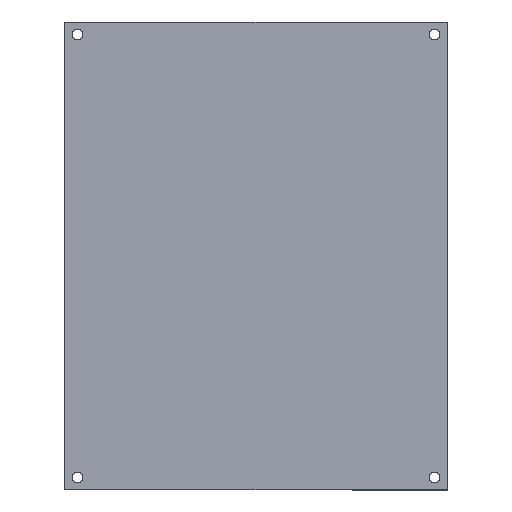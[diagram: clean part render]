
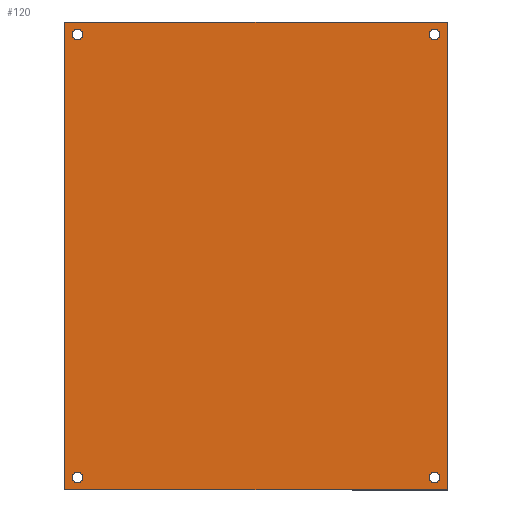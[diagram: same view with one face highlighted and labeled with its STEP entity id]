
A CAD part, top view. The second image highlights one B-rep face of the part: STEP entity #120.
In plain terms, the highlighted planar face has unit normal (0, 0, 1).
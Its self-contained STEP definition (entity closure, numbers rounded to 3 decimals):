
#13 = EDGE_LOOP ( 'NONE', ( #51, #16 ) ) ;
#15 = EDGE_CURVE ( 'NONE', #97, #96, #214, .T. ) ;
#16 = ORIENTED_EDGE ( 'NONE', *, *, #52, .F. ) ;
#22 = ORIENTED_EDGE ( 'NONE', *, *, #23, .T. ) ;
#23 = EDGE_CURVE ( 'NONE', #27, #38, #199, .T. ) ;
#24 = EDGE_LOOP ( 'NONE', ( #32, #30 ) ) ;
#25 = ORIENTED_EDGE ( 'NONE', *, *, #28, .T. ) ;
#26 = EDGE_CURVE ( 'NONE', #33, #29, #195, .T. ) ;
#27 = VERTEX_POINT ( 'NONE', #191 ) ;
#28 = EDGE_CURVE ( 'NONE', #29, #27, #190, .T. ) ;
#29 = VERTEX_POINT ( 'NONE', #186 ) ;
#30 = ORIENTED_EDGE ( 'NONE', *, *, #15, .F. ) ;
#31 = ORIENTED_EDGE ( 'NONE', *, *, #26, .T. ) ;
#32 = ORIENTED_EDGE ( 'NONE', *, *, #95, .F. ) ;
#33 = VERTEX_POINT ( 'NONE', #185 ) ;
#34 = ORIENTED_EDGE ( 'NONE', *, *, #36, .T. ) ;
#35 = EDGE_LOOP ( 'NONE', ( #34, #31, #25, #22 ) ) ;
#36 = EDGE_CURVE ( 'NONE', #38, #33, #184, .T. ) ;
#37 = EDGE_CURVE ( 'NONE', #138, #137, #242, .T. ) ;
#38 = VERTEX_POINT ( 'NONE', #237 ) ;
#51 = ORIENTED_EDGE ( 'NONE', *, *, #146, .F. ) ;
#52 = EDGE_CURVE ( 'NONE', #148, #147, #219, .T. ) ;
#81 = EDGE_CURVE ( 'NONE', #82, #83, #485, .T. ) ;
#82 = VERTEX_POINT ( 'NONE', #492 ) ;
#83 = VERTEX_POINT ( 'NONE', #497 ) ;
#95 = EDGE_CURVE ( 'NONE', #96, #97, #304, .T. ) ;
#96 = VERTEX_POINT ( 'NONE', #294 ) ;
#97 = VERTEX_POINT ( 'NONE', #293 ) ;
#120 = ADVANCED_FACE ( 'NONE', ( #321, #320, #319, #318, #317 ), #316, .T. ) ;
#121 = EDGE_LOOP ( 'NONE', ( #122, #123 ) ) ;
#122 = ORIENTED_EDGE ( 'NONE', *, *, #81, .F. ) ;
#123 = ORIENTED_EDGE ( 'NONE', *, *, #124, .F. ) ;
#124 = EDGE_CURVE ( 'NONE', #83, #82, #374, .T. ) ;
#125 = EDGE_LOOP ( 'NONE', ( #126, #127 ) ) ;
#126 = ORIENTED_EDGE ( 'NONE', *, *, #136, .F. ) ;
#127 = ORIENTED_EDGE ( 'NONE', *, *, #37, .F. ) ;
#136 = EDGE_CURVE ( 'NONE', #137, #138, #359, .T. ) ;
#137 = VERTEX_POINT ( 'NONE', #349 ) ;
#138 = VERTEX_POINT ( 'NONE', #348 ) ;
#146 = EDGE_CURVE ( 'NONE', #147, #148, #381, .T. ) ;
#147 = VERTEX_POINT ( 'NONE', #430 ) ;
#148 = VERTEX_POINT ( 'NONE', #429 ) ;
#184 = LINE ( 'NONE', #245, #244 ) ;
#185 = CARTESIAN_POINT ( 'NONE',  ( -112.5, -137.5, 2. ) ) ;
#186 = CARTESIAN_POINT ( 'NONE',  ( 112.5, -137.5, 2. ) ) ;
#187 = DIRECTION ( 'NONE',  ( 0., 1., 0. ) ) ;
#188 = VECTOR ( 'NONE', #187, 1000. ) ;
#189 = CARTESIAN_POINT ( 'NONE',  ( 112.5, 137.5, 2. ) ) ;
#190 = LINE ( 'NONE', #189, #188 ) ;
#191 = CARTESIAN_POINT ( 'NONE',  ( 112.5, 137.5, 2. ) ) ;
#192 = DIRECTION ( 'NONE',  ( 1., 0., 0. ) ) ;
#193 = VECTOR ( 'NONE', #192, 1000. ) ;
#194 = CARTESIAN_POINT ( 'NONE',  ( -112.5, -137.5, 2. ) ) ;
#195 = LINE ( 'NONE', #194, #193 ) ;
#196 = DIRECTION ( 'NONE',  ( -1., 0., 0. ) ) ;
#197 = VECTOR ( 'NONE', #196, 1000. ) ;
#198 = CARTESIAN_POINT ( 'NONE',  ( -112.5, 137.5, 2. ) ) ;
#199 = LINE ( 'NONE', #198, #197 ) ;
#210 = DIRECTION ( 'NONE',  ( 1., 0., 0. ) ) ;
#211 = DIRECTION ( 'NONE',  ( 0., 0., 1. ) ) ;
#212 = CARTESIAN_POINT ( 'NONE',  ( 104.9, 130.15, 2. ) ) ;
#213 = AXIS2_PLACEMENT_3D ( 'NONE', #212, #211, #210 ) ;
#214 = CIRCLE ( 'NONE', #213, 3.175 ) ;
#215 = DIRECTION ( 'NONE',  ( 1., 0., 0. ) ) ;
#216 = DIRECTION ( 'NONE',  ( 0., 0., 1. ) ) ;
#217 = CARTESIAN_POINT ( 'NONE',  ( -104.9, -130.15, 2. ) ) ;
#218 = AXIS2_PLACEMENT_3D ( 'NONE', #217, #216, #215 ) ;
#219 = CIRCLE ( 'NONE', #218, 3.175 ) ;
#237 = CARTESIAN_POINT ( 'NONE',  ( -112.5, 137.5, 2. ) ) ;
#238 = DIRECTION ( 'NONE',  ( 1., 0., 0. ) ) ;
#239 = DIRECTION ( 'NONE',  ( 0., 0., 1. ) ) ;
#240 = CARTESIAN_POINT ( 'NONE',  ( -104.9, 130.15, 2. ) ) ;
#241 = AXIS2_PLACEMENT_3D ( 'NONE', #240, #239, #238 ) ;
#242 = CIRCLE ( 'NONE', #241, 3.175 ) ;
#243 = DIRECTION ( 'NONE',  ( 0., -1., 0. ) ) ;
#244 = VECTOR ( 'NONE', #243, 1000. ) ;
#245 = CARTESIAN_POINT ( 'NONE',  ( -112.5, 137.5, 2. ) ) ;
#293 = CARTESIAN_POINT ( 'NONE',  ( 108.075, 130.15, 2. ) ) ;
#294 = CARTESIAN_POINT ( 'NONE',  ( 101.725, 130.15, 2. ) ) ;
#295 = DIRECTION ( 'NONE',  ( 1., 0., 0. ) ) ;
#296 = DIRECTION ( 'NONE',  ( 0., 0., 1. ) ) ;
#297 = CARTESIAN_POINT ( 'NONE',  ( 104.9, 130.15, 2. ) ) ;
#298 = AXIS2_PLACEMENT_3D ( 'NONE', #297, #296, #295 ) ;
#304 = CIRCLE ( 'NONE', #298, 3.175 ) ;
#311 = DIRECTION ( 'NONE',  ( 1., 0., 0. ) ) ;
#312 = DIRECTION ( 'NONE',  ( 0., 0., 1. ) ) ;
#313 = CARTESIAN_POINT ( 'NONE',  ( -112.5, -137.5, 2. ) ) ;
#314 = CARTESIAN_POINT ( 'NONE',  ( 104.9, -130.15, 2. ) ) ;
#315 = AXIS2_PLACEMENT_3D ( 'NONE', #313, #312, #311 ) ;
#316 = PLANE ( 'NONE',  #315 ) ;
#317 = FACE_BOUND ( 'NONE', #13, .T. ) ;
#318 = FACE_BOUND ( 'NONE', #24, .T. ) ;
#319 = FACE_OUTER_BOUND ( 'NONE', #35, .T. ) ;
#320 = FACE_BOUND ( 'NONE', #125, .T. ) ;
#321 = FACE_BOUND ( 'NONE', #121, .T. ) ;
#348 = CARTESIAN_POINT ( 'NONE',  ( -101.725, 130.15, 2. ) ) ;
#349 = CARTESIAN_POINT ( 'NONE',  ( -108.075, 130.15, 2. ) ) ;
#350 = DIRECTION ( 'NONE',  ( 1., 0., 0. ) ) ;
#351 = DIRECTION ( 'NONE',  ( 0., 0., 1. ) ) ;
#352 = CARTESIAN_POINT ( 'NONE',  ( -104.9, 130.15, 2. ) ) ;
#353 = AXIS2_PLACEMENT_3D ( 'NONE', #352, #351, #350 ) ;
#359 = CIRCLE ( 'NONE', #353, 3.175 ) ;
#371 = DIRECTION ( 'NONE',  ( 1., 0., 0. ) ) ;
#372 = DIRECTION ( 'NONE',  ( 0., 0., 1. ) ) ;
#373 = AXIS2_PLACEMENT_3D ( 'NONE', #314, #372, #371 ) ;
#374 = CIRCLE ( 'NONE', #373, 3.175 ) ;
#375 = CARTESIAN_POINT ( 'NONE',  ( -104.9, -130.15, 2. ) ) ;
#376 = AXIS2_PLACEMENT_3D ( 'NONE', #375, #432, #431 ) ;
#381 = CIRCLE ( 'NONE', #376, 3.175 ) ;
#429 = CARTESIAN_POINT ( 'NONE',  ( -101.725, -130.15, 2. ) ) ;
#430 = CARTESIAN_POINT ( 'NONE',  ( -108.075, -130.15, 2. ) ) ;
#431 = DIRECTION ( 'NONE',  ( 1., 0., 0. ) ) ;
#432 = DIRECTION ( 'NONE',  ( 0., 0., 1. ) ) ;
#485 = CIRCLE ( 'NONE', #491, 3.175 ) ;
#488 = DIRECTION ( 'NONE',  ( 1., 0., 0. ) ) ;
#489 = DIRECTION ( 'NONE',  ( 0., 0., 1. ) ) ;
#490 = CARTESIAN_POINT ( 'NONE',  ( 104.9, -130.15, 2. ) ) ;
#491 = AXIS2_PLACEMENT_3D ( 'NONE', #490, #489, #488 ) ;
#492 = CARTESIAN_POINT ( 'NONE',  ( 101.725, -130.15, 2. ) ) ;
#497 = CARTESIAN_POINT ( 'NONE',  ( 108.075, -130.15, 2. ) ) ;
